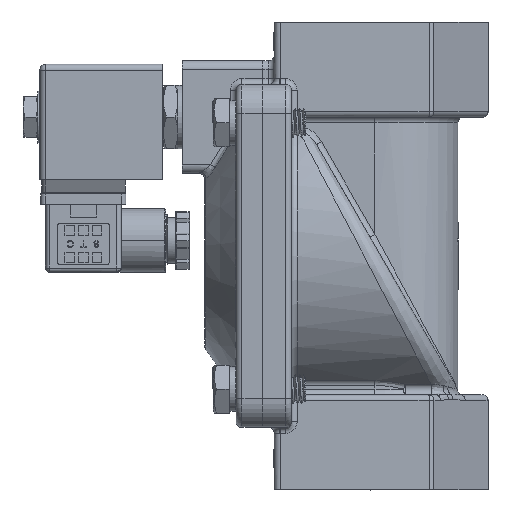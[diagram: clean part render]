
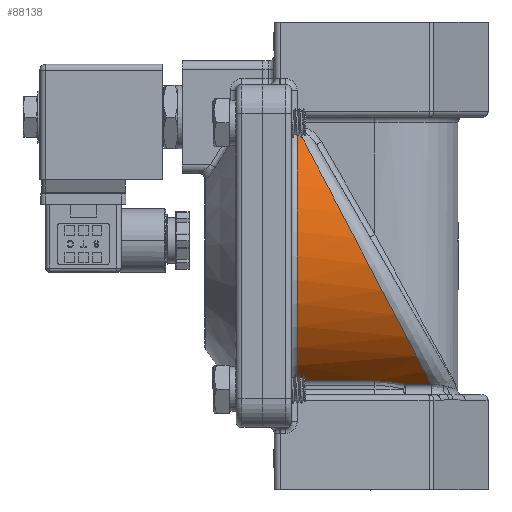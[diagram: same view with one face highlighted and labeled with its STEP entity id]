
A CAD part, left-side view. The second image highlights one B-rep face of the part: STEP entity #88138.
In plain terms, the highlighted cylindrical face has radius 52.5 mm (diameter 105 mm), a partial arc.
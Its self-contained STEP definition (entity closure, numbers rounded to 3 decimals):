
#550 = EDGE_CURVE ( 'NONE', #156818, #43606, #148851, .T. ) ;
#3555 = DIRECTION ( 'NONE',  ( 0., 1., 0. ) ) ;
#8374 = CARTESIAN_POINT ( 'NONE',  ( -29.513, 36.199, -43.421 ) ) ;
#15371 =( BOUNDED_CURVE ( )  B_SPLINE_CURVE ( 3, ( #115249, #128306, #76767, #167424 ),
 .UNSPECIFIED., .F., .F. ) 
 B_SPLINE_CURVE_WITH_KNOTS ( ( 4, 4 ),
 ( 0.559, 2.541 ),
 .UNSPECIFIED. ) 
 CURVE ( )  GEOMETRIC_REPRESENTATION_ITEM ( )  RATIONAL_B_SPLINE_CURVE ( ( 1., 0.699, 0.699, 1. ) ) 
 REPRESENTATION_ITEM ( '' )  );
#24078 = CARTESIAN_POINT ( 'NONE',  ( -27.849, 68.8, -44.505 ) ) ;
#33017 = ORIENTED_EDGE ( 'NONE', *, *, #550, .T. ) ;
#33341 = ORIENTED_EDGE ( 'NONE', *, *, #151423, .T. ) ;
#34226 = CARTESIAN_POINT ( 'NONE',  ( -29.67, 39.837, -43.312 ) ) ;
#34632 = EDGE_CURVE ( 'NONE', #128335, #156818, #85879, .T. ) ;
#37008 = DIRECTION ( 'NONE',  ( 0., -1., 0. ) ) ;
#42350 = CARTESIAN_POINT ( 'NONE',  ( -29.67, 68.8, 43.312 ) ) ;
#43606 = VERTEX_POINT ( 'NONE', #141754 ) ;
#46244 = CYLINDRICAL_SURFACE ( 'NONE', #135764, 52.5 ) ;
#47135 = CARTESIAN_POINT ( 'NONE',  ( -28.867, 32.665, -43.852 ) ) ;
#51280 = EDGE_LOOP ( 'NONE', ( #134532, #33017, #33341, #85609, #115989, #138309 ) ) ;
#51560 = CARTESIAN_POINT ( 'NONE',  ( 0., 68.8, 0. ) ) ;
#52694 = CARTESIAN_POINT ( 'NONE',  ( -29.67, 68.8, -43.312 ) ) ;
#53750 = VERTEX_POINT ( 'NONE', #80658 ) ;
#55684 = VECTOR ( 'NONE', #3555, 1000. ) ;
#60054 = CARTESIAN_POINT ( 'NONE',  ( -28.149, 30.061, -44.317 ) ) ;
#60628 = LINE ( 'NONE', #52694, #125359 ) ;
#64855 = EDGE_CURVE ( 'NONE', #53750, #128335, #15371, .T. ) ;
#73146 = CARTESIAN_POINT ( 'NONE',  ( 0., 66.8, 0. ) ) ;
#76325 = CARTESIAN_POINT ( 'NONE',  ( -27.849, 29.215, -44.505 ) ) ;
#76767 = CARTESIAN_POINT ( 'NONE',  ( -64.245, 53.837, 19.628 ) ) ;
#76868 = DIRECTION ( 'NONE',  ( 0., -1., 0. ) ) ;
#80658 = CARTESIAN_POINT ( 'NONE',  ( -27.849, 20.337, -44.505 ) ) ;
#82580 = LINE ( 'NONE', #24078, #116986 ) ;
#85409 = CARTESIAN_POINT ( 'NONE',  ( -29.67, 38.001, -43.312 ) ) ;
#85609 = ORIENTED_EDGE ( 'NONE', *, *, #110677, .T. ) ;
#85879 = LINE ( 'NONE', #42350, #55684 ) ;
#86130 = DIRECTION ( 'NONE',  ( 0., 0., -1. ) ) ;
#88045 = EDGE_CURVE ( 'NONE', #144778, #53750, #82580, .T. ) ;
#88138 = ADVANCED_FACE ( 'NONE', ( #127112 ), #46244, .T. ) ;
#89675 = AXIS2_PLACEMENT_3D ( 'NONE', #73146, #163788, #86130 ) ;
#91544 = DIRECTION ( 'NONE',  ( 0., -1., 0. ) ) ;
#110677 = EDGE_CURVE ( 'NONE', #124452, #144778, #115855, .T. ) ;
#115249 = CARTESIAN_POINT ( 'NONE',  ( -27.849, 20.337, -44.505 ) ) ;
#115855 = B_SPLINE_CURVE_WITH_KNOTS ( 'NONE', 3,
 ( #34226, #85409, #8374, #124523, #47135, #137557, #60054, #150612 ),
 .UNSPECIFIED., .F., .F.,
 ( 4, 2, 2, 4 ),
 ( 0., 0.005, 0.008, 0.011 ),
 .UNSPECIFIED. ) ;
#115989 = ORIENTED_EDGE ( 'NONE', *, *, #88045, .T. ) ;
#116986 = VECTOR ( 'NONE', #37008, 1000. ) ;
#124452 = VERTEX_POINT ( 'NONE', #147681 ) ;
#124523 = CARTESIAN_POINT ( 'NONE',  ( -29.056, 33.543, -43.726 ) ) ;
#125359 = VECTOR ( 'NONE', #91544, 1000. ) ;
#127112 = FACE_OUTER_BOUND ( 'NONE', #51280, .T. ) ;
#128306 = CARTESIAN_POINT ( 'NONE',  ( -63.376, 31.95, -22.273 ) ) ;
#128335 = VERTEX_POINT ( 'NONE', #145299 ) ;
#134532 = ORIENTED_EDGE ( 'NONE', *, *, #34632, .T. ) ;
#135764 = AXIS2_PLACEMENT_3D ( 'NONE', #51560, #76868, #142015 ) ;
#137557 = CARTESIAN_POINT ( 'NONE',  ( -28.414, 30.925, -44.147 ) ) ;
#138309 = ORIENTED_EDGE ( 'NONE', *, *, #64855, .T. ) ;
#141754 = CARTESIAN_POINT ( 'NONE',  ( -29.67, 66.8, -43.312 ) ) ;
#142015 = DIRECTION ( 'NONE',  ( 0., 0., -1. ) ) ;
#144778 = VERTEX_POINT ( 'NONE', #76325 ) ;
#145299 = CARTESIAN_POINT ( 'NONE',  ( -29.67, 66.209, 43.312 ) ) ;
#147681 = CARTESIAN_POINT ( 'NONE',  ( -29.67, 39.837, -43.312 ) ) ;
#148851 = CIRCLE ( 'NONE', #89675, 52.5 ) ;
#150612 = CARTESIAN_POINT ( 'NONE',  ( -27.849, 29.215, -44.505 ) ) ;
#151423 = EDGE_CURVE ( 'NONE', #43606, #124452, #60628, .T. ) ;
#156818 = VERTEX_POINT ( 'NONE', #157145 ) ;
#157145 = CARTESIAN_POINT ( 'NONE',  ( -29.67, 66.8, 43.312 ) ) ;
#163788 = DIRECTION ( 'NONE',  ( 0., -1., 0. ) ) ;
#167424 = CARTESIAN_POINT ( 'NONE',  ( -29.67, 66.209, 43.312 ) ) ;
